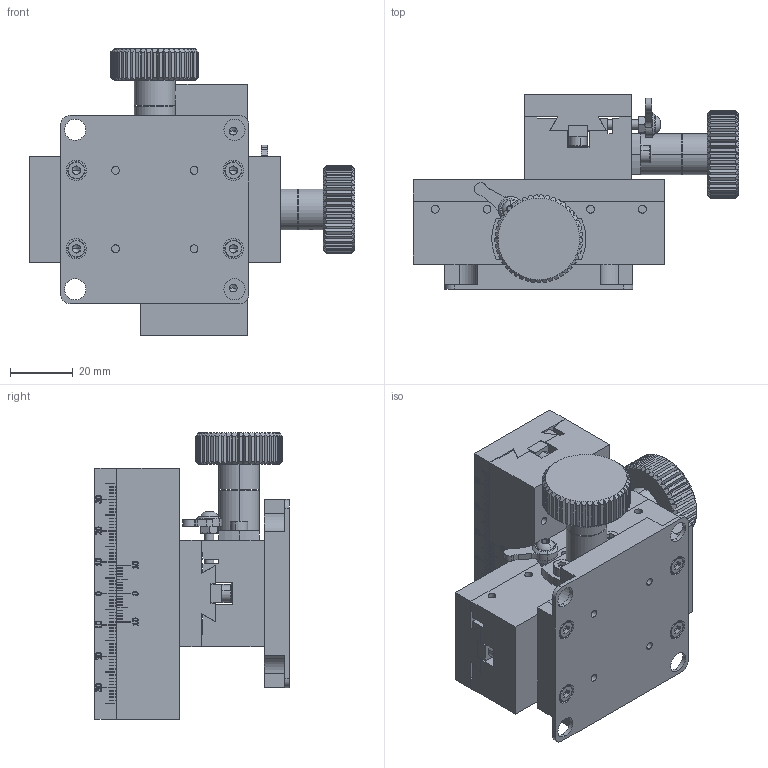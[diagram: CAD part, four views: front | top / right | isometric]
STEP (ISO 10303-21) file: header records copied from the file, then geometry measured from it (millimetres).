
FILE_DESCRIPTION (( 'STEP AP203' ), '1' );
FILE_NAME ('06TTS-2.STEP', '2017-02-03T08:46:17', ( '' ), ( '' ), 'SwSTEP 2.0', 'SolidWorks 2016', '' );
FILE_SCHEMA (( 'CONFIG_CONTROL_DESIGN' ));
Products named in the file (1): 06TTS-2
Bounding box: 103.7 x 62 x 91.2 mm (x, y, z)
Volume: 184293.8 mm3; surface area: 77150.7 mm2
Topology: 43 solids, 43 shells, 3354 faces, 8358 edges, 5270 vertices
Faces by surface type: plane 2008, cylinder 582, cone 358, bspline 306, torus 96, sphere 4
Entity records: 116809 total; most frequent: CARTESIAN_POINT 38881, ORIENTED_EDGE 16484, DIRECTION 15030, EDGE_CURVE 8242, LINE 5512, VECTOR 5512, VERTEX_POINT 5270, AXIS2_PLACEMENT_3D 4759
